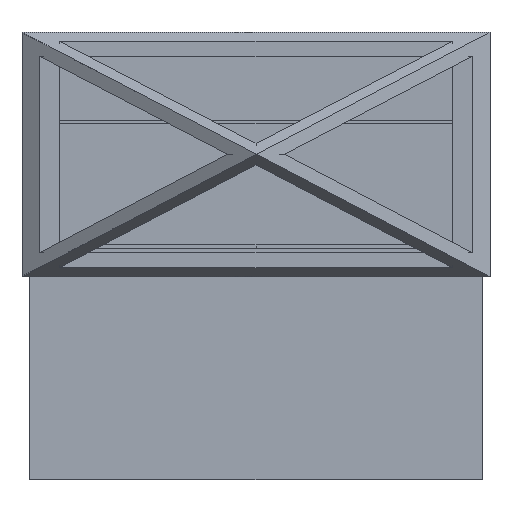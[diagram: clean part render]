
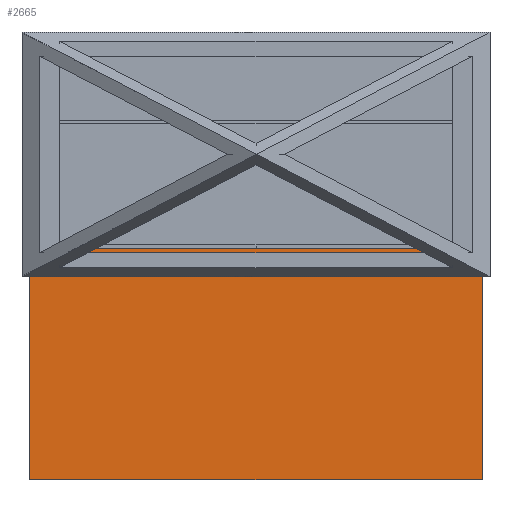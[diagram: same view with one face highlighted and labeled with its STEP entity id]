
A CAD part, top view. The second image highlights one B-rep face of the part: STEP entity #2665.
In plain terms, the highlighted free-form (B-spline) face has degree [1, 1] with [2, 2] control points.
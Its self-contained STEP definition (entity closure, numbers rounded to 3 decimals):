
#2545 = EDGE_CURVE('',#2546,#2548,#2550,.T.);
#2546 = VERTEX_POINT('',#2547);
#2547 = CARTESIAN_POINT('',(1093.379,-1010.156,
    -1749.407));
#2548 = VERTEX_POINT('',#2549);
#2549 = CARTESIAN_POINT('',(-1093.379,-1010.156,
    -1749.407));
#2550 = B_SPLINE_CURVE_WITH_KNOTS('',1,(#2551,#2552),.UNSPECIFIED.,.F.,
  .F.,(2,2),(0.,1524.),.PIECEWISE_BEZIER_KNOTS.);
#2551 = CARTESIAN_POINT('',(1093.379,-1010.156,
    -1749.407));
#2552 = CARTESIAN_POINT('',(-1093.379,-1010.156,
    -1749.407));
#2581 = EDGE_CURVE('',#2582,#2546,#2584,.T.);
#2582 = VERTEX_POINT('',#2583);
#2583 = CARTESIAN_POINT('',(1093.379,1142.165,
    -1749.407));
#2584 = B_SPLINE_CURVE_WITH_KNOTS('',1,(#2585,#2586),.UNSPECIFIED.,.F.,
  .F.,(2,2),(0.,1500.),.PIECEWISE_BEZIER_KNOTS.);
#2585 = CARTESIAN_POINT('',(1093.379,1142.165,
    -1749.407));
#2586 = CARTESIAN_POINT('',(1093.379,-1010.156,
    -1749.407));
#2609 = EDGE_CURVE('',#2610,#2582,#2612,.T.);
#2610 = VERTEX_POINT('',#2611);
#2611 = CARTESIAN_POINT('',(-1093.379,1142.165,
    -1749.407));
#2612 = B_SPLINE_CURVE_WITH_KNOTS('',1,(#2613,#2614),.UNSPECIFIED.,.F.,
  .F.,(2,2),(0.,1524.),.PIECEWISE_BEZIER_KNOTS.);
#2613 = CARTESIAN_POINT('',(-1093.379,1142.165,
    -1749.407));
#2614 = CARTESIAN_POINT('',(1093.379,1142.165,
    -1749.407));
#2637 = EDGE_CURVE('',#2548,#2610,#2638,.T.);
#2638 = B_SPLINE_CURVE_WITH_KNOTS('',1,(#2639,#2640),.UNSPECIFIED.,.F.,
  .F.,(2,2),(0.,1500.),.PIECEWISE_BEZIER_KNOTS.);
#2639 = CARTESIAN_POINT('',(-1093.379,-1010.156,
    -1749.407));
#2640 = CARTESIAN_POINT('',(-1093.379,1142.165,
    -1749.407));
#2665 = ADVANCED_FACE('',(#2666),#2672,.F.);
#2666 = FACE_BOUND('',#2667,.T.);
#2667 = EDGE_LOOP('',(#2668,#2669,#2670,#2671));
#2668 = ORIENTED_EDGE('',*,*,#2637,.F.);
#2669 = ORIENTED_EDGE('',*,*,#2545,.F.);
#2670 = ORIENTED_EDGE('',*,*,#2581,.F.);
#2671 = ORIENTED_EDGE('',*,*,#2609,.F.);
#2672 = B_SPLINE_SURFACE_WITH_KNOTS('',1,1,(
    (#2673,#2674)
    ,(#2675,#2676
    )),.UNSPECIFIED.,.F.,.F.,.F.,(2,2),(2,2),(-762.,762.),(-750.,750.),
  .PIECEWISE_BEZIER_KNOTS.);
#2673 = CARTESIAN_POINT('',(-1093.379,1142.165,
    -1749.407));
#2674 = CARTESIAN_POINT('',(-1093.379,-1010.156,
    -1749.407));
#2675 = CARTESIAN_POINT('',(1093.379,1142.165,
    -1749.407));
#2676 = CARTESIAN_POINT('',(1093.379,-1010.156,
    -1749.407));
